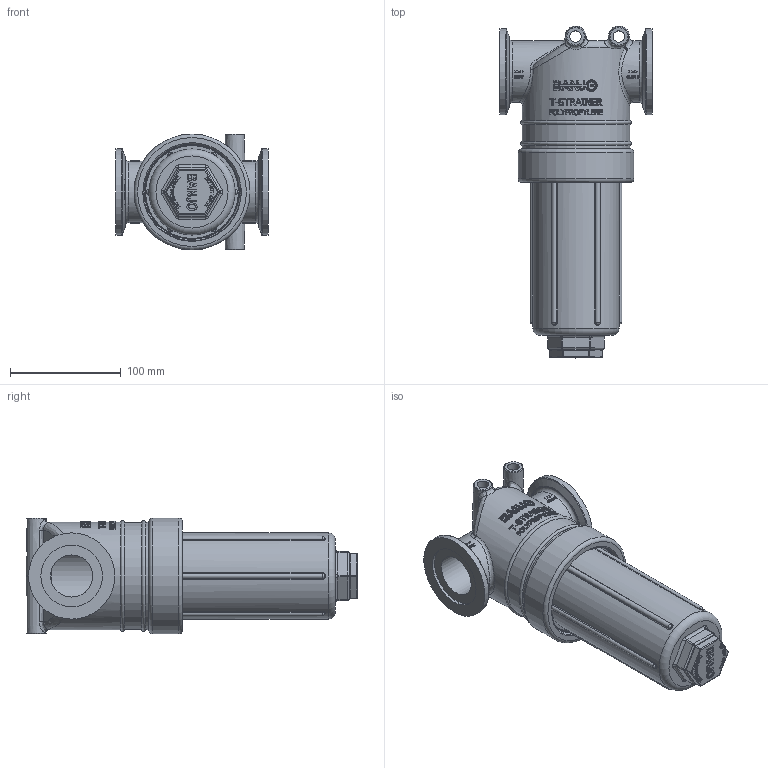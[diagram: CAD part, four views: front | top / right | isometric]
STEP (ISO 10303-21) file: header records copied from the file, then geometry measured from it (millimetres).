
FILE_DESCRIPTION(/* description */ ('2" STNDRD PORT T STRNR-50 MESH'),/* implementation_level */ '2;1');
FILE_NAME(/* name */ 'MLST150-50.stp',/* time_stamp */ '2020-10-06T09:38:15-04:00',/* author */ ('areid'),/* organization */ (''),/* preprocessor_version */ 'ST-DEVELOPER v17.2',/* originating_system */ 'Autodesk Inventor 2019',/* authorisation */ '');
FILE_SCHEMA (('AUTOMOTIVE_DESIGN { 1 0 10303 214 3 1 1 }'));
Length unit declared in the file: inch
Products named in the file (9): MLST150-50; MLST150-H; MLST150-H_1; LST150-B; LST150-XB; LSQ200-R; LSQ200-PL; LST150-G; LST1550
Assembly tree (8 placements, depth 3):
  MLST150-50
    MLST150-H
      MLST150-H_1
    LST150-B
      LST150-XB
      LSQ200-R
      LSQ200-PL
    LST150-G
    LST1550
Bounding box: 137.41 x 299.96 x 104.65 mm (x, y, z)
Volume: 857718.4 mm3; surface area: 323751.6 mm2
Topology: 6 solids, 6 shells, 2135 faces, 5702 edges, 3737 vertices
Faces by surface type: plane 1176, bspline 577, cylinder 273, torus 55, cone 32, sphere 22
Full cylindrical faces by diameter (mm): 10.319 x2, 19.05 x1, 33.401 x1, 38.1 x2, 45.974 x1, 50.8 x1, 51.054 x1, 55.626 x4, 56.388 x1, 57.404 x1, 57.658 x3, 65.024 x1, 66.548 x1, 72.898 x1, 77.216 x1, 77.787 x1, 77.978 x2, 81.026 x1, 83.82 x6, 85.463 x7, 87.255 x4, 96.774 x3, 104.648 x1
Entity records: 123445 total; most frequent: CARTESIAN_POINT 73862, ORIENTED_EDGE 11366, DIRECTION 8257, EDGE_CURVE 5683, VERTEX_POINT 3738, LINE 2961, VECTOR 2961, AXIS2_PLACEMENT_3D 2648
